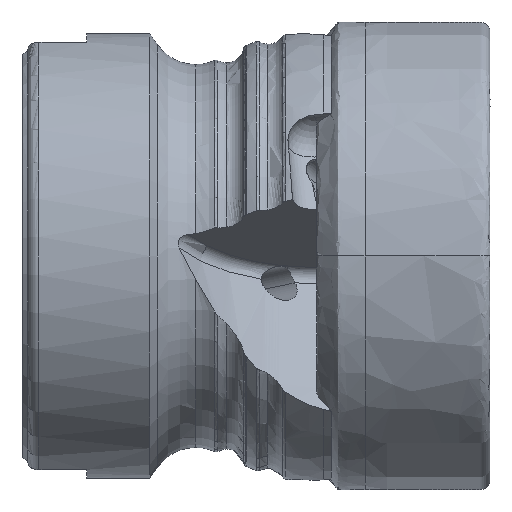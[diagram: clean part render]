
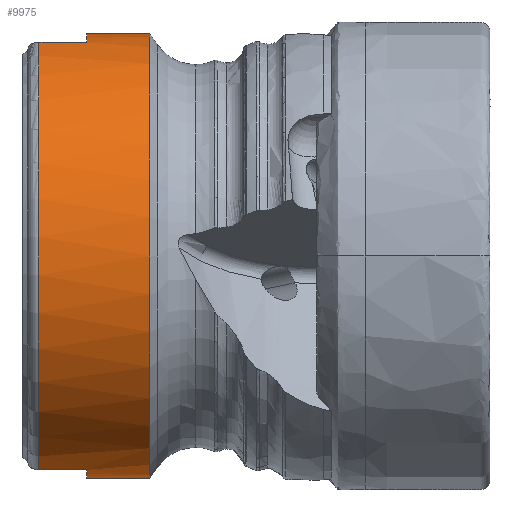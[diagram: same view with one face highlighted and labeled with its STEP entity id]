
A CAD part, front view. The second image highlights one B-rep face of the part: STEP entity #9975.
In plain terms, the highlighted cylindrical face has radius 19 mm (diameter 38 mm), a partial arc.
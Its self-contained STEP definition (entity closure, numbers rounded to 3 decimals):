
#69 = EDGE_LOOP ( 'NONE', ( #1968, #7254, #9106, #985, #6714, #1015, #11321, #1672 ) ) ;
#224 = CIRCLE ( 'NONE', #10330, 19. ) ;
#523 = DIRECTION ( 'NONE',  ( 0., 0., -1. ) ) ;
#567 = CARTESIAN_POINT ( 'NONE',  ( -33.65, 0., 0. ) ) ;
#651 = CARTESIAN_POINT ( 'NONE',  ( -28.25, 0., 19. ) ) ;
#787 = CARTESIAN_POINT ( 'NONE',  ( -37.75, -5.145, -18.29 ) ) ;
#803 = VERTEX_POINT ( 'NONE', #4638 ) ;
#985 = ORIENTED_EDGE ( 'NONE', *, *, #11722, .T. ) ;
#1015 = ORIENTED_EDGE ( 'NONE', *, *, #8588, .F. ) ;
#1101 = DIRECTION ( 'NONE',  ( -1., 0., 0. ) ) ;
#1179 = DIRECTION ( 'NONE',  ( 1., 0., 0. ) ) ;
#1309 = VERTEX_POINT ( 'NONE', #3841 ) ;
#1386 = LINE ( 'NONE', #2246, #5771 ) ;
#1672 = ORIENTED_EDGE ( 'NONE', *, *, #10016, .F. ) ;
#1915 = CARTESIAN_POINT ( 'NONE',  ( -28.25, 0., 0. ) ) ;
#1968 = ORIENTED_EDGE ( 'NONE', *, *, #2182, .F. ) ;
#2032 = DIRECTION ( 'NONE',  ( 1., 0., 0. ) ) ;
#2146 = VERTEX_POINT ( 'NONE', #4159 ) ;
#2182 = EDGE_CURVE ( 'NONE', #803, #2933, #9237, .T. ) ;
#2243 = CYLINDRICAL_SURFACE ( 'NONE', #7046, 19. ) ;
#2246 = CARTESIAN_POINT ( 'NONE',  ( 0., -5.145, 18.29 ) ) ;
#2298 = VERTEX_POINT ( 'NONE', #5103 ) ;
#2933 = VERTEX_POINT ( 'NONE', #651 ) ;
#2989 = DIRECTION ( 'NONE',  ( 1., 0., 0. ) ) ;
#3032 = DIRECTION ( 'NONE',  ( 0., 0., -1. ) ) ;
#3304 = EDGE_CURVE ( 'NONE', #7063, #2298, #11956, .T. ) ;
#3426 = CARTESIAN_POINT ( 'NONE',  ( 0., -5.145, -18.29 ) ) ;
#3559 = CIRCLE ( 'NONE', #7153, 19. ) ;
#3841 = CARTESIAN_POINT ( 'NONE',  ( -37.75, -5.145, 18.29 ) ) ;
#4159 = CARTESIAN_POINT ( 'NONE',  ( -33.65, -5.145, -18.29 ) ) ;
#4257 = DIRECTION ( 'NONE',  ( -1., 0., 0. ) ) ;
#4574 = DIRECTION ( 'NONE',  ( 1., 0., 0. ) ) ;
#4638 = CARTESIAN_POINT ( 'NONE',  ( -33.65, 0., 19. ) ) ;
#4797 = EDGE_CURVE ( 'NONE', #8291, #1309, #1386, .T. ) ;
#4905 = DIRECTION ( 'NONE',  ( 0., 0., -1. ) ) ;
#4951 = CARTESIAN_POINT ( 'NONE',  ( -33.65, 0., 0. ) ) ;
#5092 = VECTOR ( 'NONE', #11131, 1000. ) ;
#5103 = CARTESIAN_POINT ( 'NONE',  ( -28.25, 0., -19. ) ) ;
#5739 = AXIS2_PLACEMENT_3D ( 'NONE', #1915, #6746, #4905 ) ;
#5771 = VECTOR ( 'NONE', #10977, 1000. ) ;
#5794 = CARTESIAN_POINT ( 'NONE',  ( 0., 0., 0. ) ) ;
#5839 = DIRECTION ( 'NONE',  ( 0., 0., -1. ) ) ;
#6164 = CARTESIAN_POINT ( 'NONE',  ( -33.65, 0., -19. ) ) ;
#6331 = CIRCLE ( 'NONE', #12136, 19. ) ;
#6341 = CIRCLE ( 'NONE', #5739, 19. ) ;
#6671 = CARTESIAN_POINT ( 'NONE',  ( 0., 0., -19. ) ) ;
#6714 = ORIENTED_EDGE ( 'NONE', *, *, #11261, .T. ) ;
#6746 = DIRECTION ( 'NONE',  ( 1., 0., 0. ) ) ;
#7046 = AXIS2_PLACEMENT_3D ( 'NONE', #5794, #2032, #3032 ) ;
#7063 = VERTEX_POINT ( 'NONE', #6164 ) ;
#7153 = AXIS2_PLACEMENT_3D ( 'NONE', #11649, #2989, #8727 ) ;
#7254 = ORIENTED_EDGE ( 'NONE', *, *, #10583, .F. ) ;
#7371 = LINE ( 'NONE', #3426, #5092 ) ;
#7698 = FACE_OUTER_BOUND ( 'NONE', #69, .T. ) ;
#8291 = VERTEX_POINT ( 'NONE', #8964 ) ;
#8588 = EDGE_CURVE ( 'NONE', #7063, #2146, #224, .T. ) ;
#8621 = VECTOR ( 'NONE', #1179, 1000. ) ;
#8727 = DIRECTION ( 'NONE',  ( 0., 0., -1. ) ) ;
#8853 = CARTESIAN_POINT ( 'NONE',  ( 0., 0., 19. ) ) ;
#8964 = CARTESIAN_POINT ( 'NONE',  ( -33.65, -5.145, 18.29 ) ) ;
#9106 = ORIENTED_EDGE ( 'NONE', *, *, #4797, .T. ) ;
#9237 = LINE ( 'NONE', #8853, #8621 ) ;
#9373 = VECTOR ( 'NONE', #4574, 1000. ) ;
#9427 = VERTEX_POINT ( 'NONE', #787 ) ;
#9975 = ADVANCED_FACE ( 'NONE', ( #7698 ), #2243, .T. ) ;
#10016 = EDGE_CURVE ( 'NONE', #2933, #2298, #6341, .T. ) ;
#10330 = AXIS2_PLACEMENT_3D ( 'NONE', #4951, #1101, #5839 ) ;
#10583 = EDGE_CURVE ( 'NONE', #8291, #803, #6331, .T. ) ;
#10977 = DIRECTION ( 'NONE',  ( -1., 0., 0. ) ) ;
#11131 = DIRECTION ( 'NONE',  ( 1., 0., 0. ) ) ;
#11261 = EDGE_CURVE ( 'NONE', #9427, #2146, #7371, .T. ) ;
#11321 = ORIENTED_EDGE ( 'NONE', *, *, #3304, .T. ) ;
#11649 = CARTESIAN_POINT ( 'NONE',  ( -37.75, 0., 0. ) ) ;
#11722 = EDGE_CURVE ( 'NONE', #1309, #9427, #3559, .T. ) ;
#11956 = LINE ( 'NONE', #6671, #9373 ) ;
#12136 = AXIS2_PLACEMENT_3D ( 'NONE', #567, #4257, #523 ) ;
